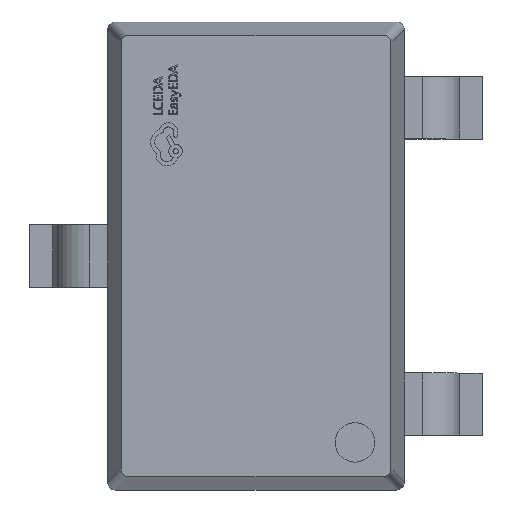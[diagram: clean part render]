
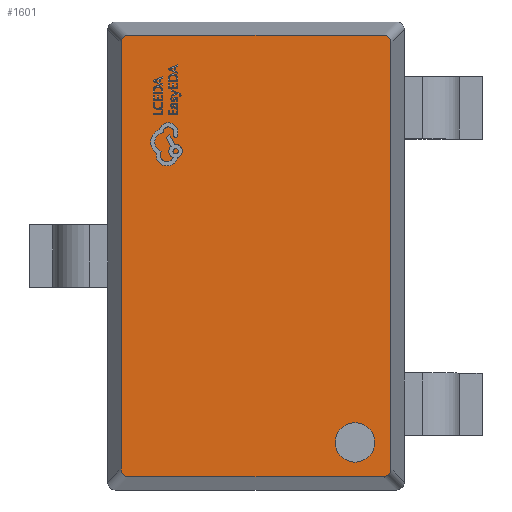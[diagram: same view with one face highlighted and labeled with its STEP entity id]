
A CAD part, top view. The second image highlights one B-rep face of the part: STEP entity #1601.
In plain terms, the highlighted planar face has unit normal (0, 0, 1).
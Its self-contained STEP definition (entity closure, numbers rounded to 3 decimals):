
#82 = ORIENTED_EDGE ( 'NONE', *, *, #11672, .T. ) ;
#111 = VERTEX_POINT ( 'NONE', #660 ) ;
#160 = EDGE_CURVE ( 'NONE', #2332, #12993, #9823, .T. ) ;
#340 = CARTESIAN_POINT ( 'NONE',  ( 0.865, 1.366, 0. ) ) ;
#660 = CARTESIAN_POINT ( 'NONE',  ( 0.865, -1.366, 0. ) ) ;
#743 = ORIENTED_EDGE ( 'NONE', *, *, #842, .T. ) ;
#805 = AXIS2_PLACEMENT_3D ( 'NONE', #14452, #12935, #6272 ) ;
#842 = EDGE_CURVE ( 'NONE', #12993, #7778, #13531, .T. ) ;
#885 = CARTESIAN_POINT ( 'NONE',  ( 0.816, -1.415, 0. ) ) ;
#1112 = VECTOR ( 'NONE', #17363, 1000. ) ;
#1222 = VECTOR ( 'NONE', #11749, 1000. ) ;
#1257 = CARTESIAN_POINT ( 'NONE',  ( -0.816, -1.415, 0. ) ) ;
#1403 = CARTESIAN_POINT ( 'NONE',  ( -0.865, 1.366, 0. ) ) ;
#1554 = LINE ( 'NONE', #7027, #14920 ) ;
#1601 = ADVANCED_FACE ( 'NONE', ( #8666, #14084 ), #5764, .F. ) ;
#1646 = ORIENTED_EDGE ( 'NONE', *, *, #160, .T. ) ;
#1864 = ORIENTED_EDGE ( 'NONE', *, *, #6708, .T. ) ;
#1920 = EDGE_CURVE ( 'NONE', #13664, #4961, #11909, .T. ) ;
#2332 = VERTEX_POINT ( 'NONE', #17699 ) ;
#2366 = CARTESIAN_POINT ( 'NONE',  ( -0.865, -1.5, 0. ) ) ;
#2393 = DIRECTION ( 'NONE',  ( 0., 0., 1. ) ) ;
#3815 = EDGE_CURVE ( 'NONE', #111, #6289, #16718, .T. ) ;
#4016 = DIRECTION ( 'NONE',  ( 1., 0., 0. ) ) ;
#4265 =( BOUNDED_CURVE ( )  B_SPLINE_CURVE ( 3, ( #5432, #16466, #13607, #5520 ),
 .UNSPECIFIED., .F., .T. ) 
 B_SPLINE_CURVE_WITH_KNOTS ( ( 4, 4 ),
 ( 2.371, 3.912 ),
 .UNSPECIFIED. ) 
 CURVE ( )  GEOMETRIC_REPRESENTATION_ITEM ( )  RATIONAL_B_SPLINE_CURVE ( ( 1., 0.812, 0.812, 1. ) ) 
 REPRESENTATION_ITEM ( '' )  );
#4331 = ORIENTED_EDGE ( 'NONE', *, *, #13119, .F. ) ;
#4961 = VERTEX_POINT ( 'NONE', #13204 ) ;
#5432 = CARTESIAN_POINT ( 'NONE',  ( -0.865, -1.366, 0. ) ) ;
#5520 = CARTESIAN_POINT ( 'NONE',  ( -0.816, -1.415, 0. ) ) ;
#5538 = CARTESIAN_POINT ( 'NONE',  ( 0.816, 1.415, 0. ) ) ;
#5653 =( BOUNDED_CURVE ( )  B_SPLINE_CURVE ( 3, ( #12471, #8383, #15228, #8788 ),
 .UNSPECIFIED., .F., .T. ) 
 B_SPLINE_CURVE_WITH_KNOTS ( ( 4, 4 ),
 ( 5.513, 7.054 ),
 .UNSPECIFIED. ) 
 CURVE ( )  GEOMETRIC_REPRESENTATION_ITEM ( )  RATIONAL_B_SPLINE_CURVE ( ( 1., 0.812, 0.812, 1. ) ) 
 REPRESENTATION_ITEM ( '' )  );
#5764 = PLANE ( 'NONE',  #805 ) ;
#5803 = CARTESIAN_POINT ( 'NONE',  ( 0.508, -1.196, 0. ) ) ;
#6196 = CARTESIAN_POINT ( 'NONE',  ( -0.865, 1.366, 0. ) ) ;
#6272 = DIRECTION ( 'NONE',  ( -1., 0., 0. ) ) ;
#6286 = CARTESIAN_POINT ( 'NONE',  ( 0.865, -1.395, 0. ) ) ;
#6289 = VERTEX_POINT ( 'NONE', #340 ) ;
#6395 = AXIS2_PLACEMENT_3D ( 'NONE', #11052, #13538, #4016 ) ;
#6629 = EDGE_LOOP ( 'NONE', ( #743, #6976, #9533, #15299, #17418, #1864, #82, #1646 ) ) ;
#6708 = EDGE_CURVE ( 'NONE', #6289, #10071, #5653, .T. ) ;
#6976 = ORIENTED_EDGE ( 'NONE', *, *, #16239, .T. ) ;
#7027 = CARTESIAN_POINT ( 'NONE',  ( -0.95, 1.415, 0. ) ) ;
#7350 = CARTESIAN_POINT ( 'NONE',  ( 0.865, 1.5, 0. ) ) ;
#7428 = CARTESIAN_POINT ( 'NONE',  ( 0.865, -1.366, 0. ) ) ;
#7696 = CARTESIAN_POINT ( 'NONE',  ( 0.845, -1.415, 0. ) ) ;
#7778 = VERTEX_POINT ( 'NONE', #15590 ) ;
#7867 = DIRECTION ( 'NONE',  ( 1., 0., 0. ) ) ;
#8081 = CARTESIAN_POINT ( 'NONE',  ( 0.95, -1.415, 0. ) ) ;
#8209 = CARTESIAN_POINT ( 'NONE',  ( -0.845, 1.415, 0. ) ) ;
#8227 = CARTESIAN_POINT ( 'NONE',  ( 0.761, -1.196, 0. ) ) ;
#8383 = CARTESIAN_POINT ( 'NONE',  ( 0.865, 1.395, 0. ) ) ;
#8666 = FACE_BOUND ( 'NONE', #16210, .T. ) ;
#8788 = CARTESIAN_POINT ( 'NONE',  ( 0.816, 1.415, 0. ) ) ;
#9533 = ORIENTED_EDGE ( 'NONE', *, *, #1920, .T. ) ;
#9823 =( BOUNDED_CURVE ( )  B_SPLINE_CURVE ( 3, ( #12217, #8209, #10796, #1403 ),
 .UNSPECIFIED., .F., .T. ) 
 B_SPLINE_CURVE_WITH_KNOTS ( ( 4, 4 ),
 ( 2.371, 3.912 ),
 .UNSPECIFIED. ) 
 CURVE ( )  GEOMETRIC_REPRESENTATION_ITEM ( )  RATIONAL_B_SPLINE_CURVE ( ( 1., 0.812, 0.812, 1. ) ) 
 REPRESENTATION_ITEM ( '' )  );
#9952 = DIRECTION ( 'NONE',  ( 0., 1., 0. ) ) ;
#10071 = VERTEX_POINT ( 'NONE', #5538 ) ;
#10796 = CARTESIAN_POINT ( 'NONE',  ( -0.865, 1.395, 0. ) ) ;
#11052 = CARTESIAN_POINT ( 'NONE',  ( 0.635, -1.196, 0. ) ) ;
#11417 = EDGE_CURVE ( 'NONE', #14848, #15925, #17196, .T. ) ;
#11612 = CARTESIAN_POINT ( 'NONE',  ( 0.635, -1.196, 0. ) ) ;
#11672 = EDGE_CURVE ( 'NONE', #10071, #2332, #1554, .T. ) ;
#11749 = DIRECTION ( 'NONE',  ( 0., -1., 0. ) ) ;
#11909 = LINE ( 'NONE', #8081, #1112 ) ;
#12089 = DIRECTION ( 'NONE',  ( -1., 0., 0. ) ) ;
#12099 = EDGE_CURVE ( 'NONE', #4961, #111, #14596, .T. ) ;
#12217 = CARTESIAN_POINT ( 'NONE',  ( -0.816, 1.415, 0. ) ) ;
#12471 = CARTESIAN_POINT ( 'NONE',  ( 0.865, 1.366, 0. ) ) ;
#12935 = DIRECTION ( 'NONE',  ( 0., 0., -1. ) ) ;
#12993 = VERTEX_POINT ( 'NONE', #6196 ) ;
#13083 = AXIS2_PLACEMENT_3D ( 'NONE', #11612, #2393, #7867 ) ;
#13119 = EDGE_CURVE ( 'NONE', #15925, #14848, #17375, .T. ) ;
#13204 = CARTESIAN_POINT ( 'NONE',  ( 0.816, -1.415, 0. ) ) ;
#13531 = LINE ( 'NONE', #2366, #1222 ) ;
#13538 = DIRECTION ( 'NONE',  ( 0., 0., 1. ) ) ;
#13607 = CARTESIAN_POINT ( 'NONE',  ( -0.845, -1.415, 0. ) ) ;
#13664 = VERTEX_POINT ( 'NONE', #1257 ) ;
#14084 = FACE_OUTER_BOUND ( 'NONE', #6629, .T. ) ;
#14452 = CARTESIAN_POINT ( 'NONE',  ( 0., 0., 0. ) ) ;
#14484 = ORIENTED_EDGE ( 'NONE', *, *, #11417, .F. ) ;
#14596 =( BOUNDED_CURVE ( )  B_SPLINE_CURVE ( 3, ( #885, #7696, #6286, #7428 ),
 .UNSPECIFIED., .F., .T. ) 
 B_SPLINE_CURVE_WITH_KNOTS ( ( 4, 4 ),
 ( 5.513, 7.054 ),
 .UNSPECIFIED. ) 
 CURVE ( )  GEOMETRIC_REPRESENTATION_ITEM ( )  RATIONAL_B_SPLINE_CURVE ( ( 1., 0.812, 0.812, 1. ) ) 
 REPRESENTATION_ITEM ( '' )  );
#14848 = VERTEX_POINT ( 'NONE', #8227 ) ;
#14920 = VECTOR ( 'NONE', #12089, 1000. ) ;
#15228 = CARTESIAN_POINT ( 'NONE',  ( 0.845, 1.415, 0. ) ) ;
#15299 = ORIENTED_EDGE ( 'NONE', *, *, #12099, .T. ) ;
#15590 = CARTESIAN_POINT ( 'NONE',  ( -0.865, -1.366, 0. ) ) ;
#15880 = VECTOR ( 'NONE', #9952, 1000. ) ;
#15925 = VERTEX_POINT ( 'NONE', #5803 ) ;
#16210 = EDGE_LOOP ( 'NONE', ( #14484, #4331 ) ) ;
#16239 = EDGE_CURVE ( 'NONE', #7778, #13664, #4265, .T. ) ;
#16466 = CARTESIAN_POINT ( 'NONE',  ( -0.865, -1.395, 0. ) ) ;
#16718 = LINE ( 'NONE', #7350, #15880 ) ;
#17196 = CIRCLE ( 'NONE', #6395, 0.126 ) ;
#17363 = DIRECTION ( 'NONE',  ( 1., 0., 0. ) ) ;
#17375 = CIRCLE ( 'NONE', #13083, 0.126 ) ;
#17418 = ORIENTED_EDGE ( 'NONE', *, *, #3815, .T. ) ;
#17699 = CARTESIAN_POINT ( 'NONE',  ( -0.816, 1.415, 0. ) ) ;
